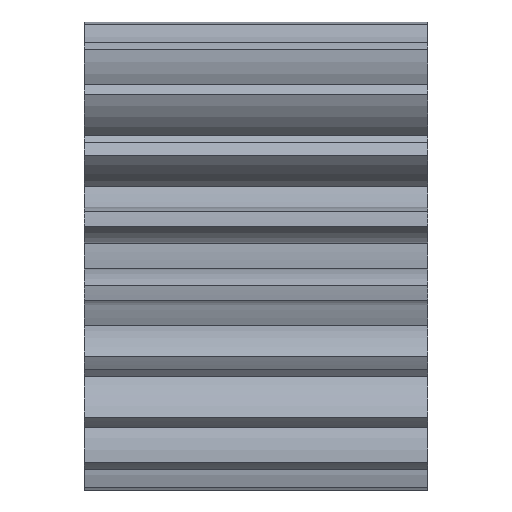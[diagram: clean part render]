
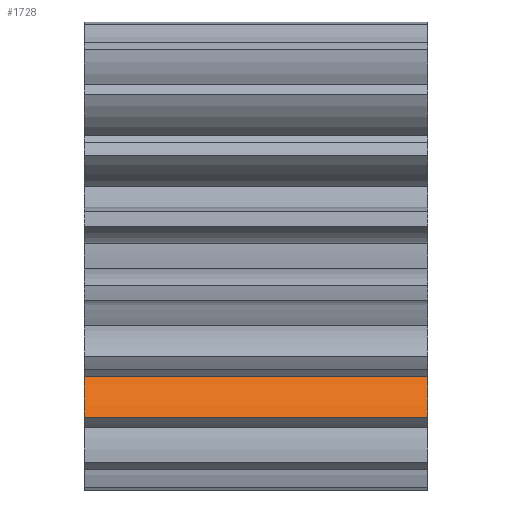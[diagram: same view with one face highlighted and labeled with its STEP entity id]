
A CAD part, front view. The second image highlights one B-rep face of the part: STEP entity #1728.
In plain terms, the highlighted cylindrical face has radius 2 mm (diameter 4 mm), a partial arc.
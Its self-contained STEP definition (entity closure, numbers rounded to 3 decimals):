
#68 = DIRECTION ( 'NONE',  ( -1., 0., 0. ) ) ;
#124 = LINE ( 'NONE', #2144, #1703 ) ;
#398 = DIRECTION ( 'NONE',  ( 1., 0., 0. ) ) ;
#455 = DIRECTION ( 'NONE',  ( 0., -0.588, 0.809 ) ) ;
#482 = CARTESIAN_POINT ( 'NONE',  ( 0., -2.102, -4.36 ) ) ;
#580 = DIRECTION ( 'NONE',  ( 0., 0., 1. ) ) ;
#628 = DIRECTION ( 'NONE',  ( -1., 0., 0. ) ) ;
#701 = CIRCLE ( 'NONE', #2666, 2. ) ;
#710 = ORIENTED_EDGE ( 'NONE', *, *, #3151, .T. ) ;
#757 = DIRECTION ( 'NONE',  ( 1., 0., 0. ) ) ;
#851 = ORIENTED_EDGE ( 'NONE', *, *, #2708, .T. ) ;
#893 = CARTESIAN_POINT ( 'NONE',  ( 8., -3.357, -2.804 ) ) ;
#922 = LINE ( 'NONE', #893, #981 ) ;
#981 = VECTOR ( 'NONE', #2386, 1000. ) ;
#1060 = AXIS2_PLACEMENT_3D ( 'NONE', #2281, #68, #580 ) ;
#1189 = CARTESIAN_POINT ( 'NONE',  ( 8., -4.011, -3.763 ) ) ;
#1251 = VERTEX_POINT ( 'NONE', #1258 ) ;
#1258 = CARTESIAN_POINT ( 'NONE',  ( 8., -3.357, -2.804 ) ) ;
#1307 = CYLINDRICAL_SURFACE ( 'NONE', #1060, 2. ) ;
#1325 = EDGE_LOOP ( 'NONE', ( #1577, #851, #710, #2748 ) ) ;
#1360 = CARTESIAN_POINT ( 'NONE',  ( 8., -2.102, -4.36 ) ) ;
#1376 = CARTESIAN_POINT ( 'NONE',  ( 0., -3.357, -2.804 ) ) ;
#1471 = DIRECTION ( 'NONE',  ( 0., 0., -1. ) ) ;
#1553 = FACE_OUTER_BOUND ( 'NONE', #1325, .T. ) ;
#1577 = ORIENTED_EDGE ( 'NONE', *, *, #2367, .T. ) ;
#1703 = VECTOR ( 'NONE', #398, 1000. ) ;
#1728 = ADVANCED_FACE ( 'NONE', ( #1553 ), #1307, .T. ) ;
#1901 = CIRCLE ( 'NONE', #2293, 2. ) ;
#2144 = CARTESIAN_POINT ( 'NONE',  ( 4., -4.011, -3.763 ) ) ;
#2201 = CARTESIAN_POINT ( 'NONE',  ( 0., -4.011, -3.763 ) ) ;
#2281 = CARTESIAN_POINT ( 'NONE',  ( 8., -2.102, -4.36 ) ) ;
#2293 = AXIS2_PLACEMENT_3D ( 'NONE', #482, #757, #1471 ) ;
#2367 = EDGE_CURVE ( 'NONE', #2904, #2498, #124, .T. ) ;
#2386 = DIRECTION ( 'NONE',  ( -1., 0., 0. ) ) ;
#2498 = VERTEX_POINT ( 'NONE', #1189 ) ;
#2599 = VERTEX_POINT ( 'NONE', #1376 ) ;
#2666 = AXIS2_PLACEMENT_3D ( 'NONE', #1360, #628, #455 ) ;
#2708 = EDGE_CURVE ( 'NONE', #2498, #1251, #701, .T. ) ;
#2748 = ORIENTED_EDGE ( 'NONE', *, *, #2859, .T. ) ;
#2859 = EDGE_CURVE ( 'NONE', #2599, #2904, #1901, .T. ) ;
#2904 = VERTEX_POINT ( 'NONE', #2201 ) ;
#3151 = EDGE_CURVE ( 'NONE', #1251, #2599, #922, .T. ) ;
